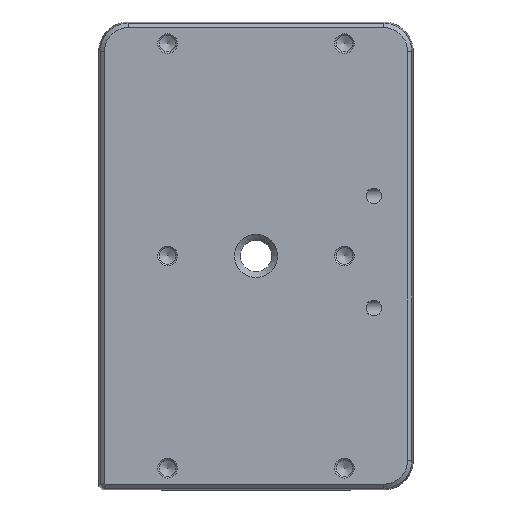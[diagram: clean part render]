
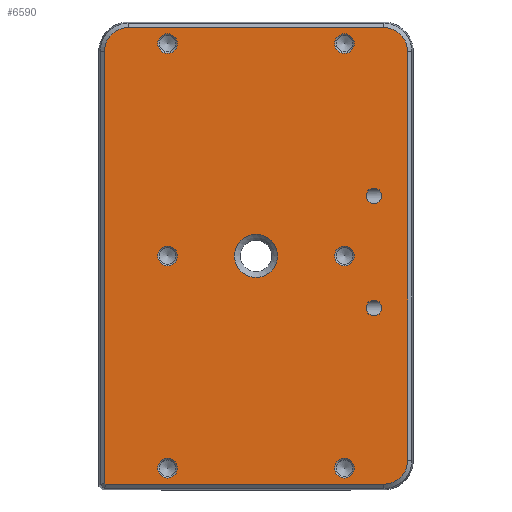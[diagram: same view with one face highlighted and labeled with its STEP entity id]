
A CAD part, top view. The second image highlights one B-rep face of the part: STEP entity #6590.
In plain terms, the highlighted planar face has unit normal (0, 0, 1).
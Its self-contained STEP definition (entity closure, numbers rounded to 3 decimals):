
#4527=PLANE('',#14137);
#5288=LINE('',#20914,#6098);
#5289=LINE('',#20918,#6099);
#5290=LINE('',#20922,#6100);
#5291=LINE('',#20924,#6101);
#5292=LINE('',#20926,#6102);
#6098=VECTOR('',#16522,1.);
#6099=VECTOR('',#16525,1.);
#6100=VECTOR('',#16528,1.);
#6101=VECTOR('',#16529,1.);
#6102=VECTOR('',#16530,1.);
#6590=ADVANCED_FACE('',(#7169,#7170,#7171,#7172,#7173,#7174,#7175,#7176,
#7177,#7178),#4527,.T.);
#7169=FACE_BOUND('',#7701,.T.);
#7170=FACE_BOUND('',#7702,.T.);
#7171=FACE_BOUND('',#7703,.T.);
#7172=FACE_BOUND('',#7704,.T.);
#7173=FACE_BOUND('',#7705,.T.);
#7174=FACE_BOUND('',#7706,.T.);
#7175=FACE_BOUND('',#7707,.T.);
#7176=FACE_BOUND('',#7708,.T.);
#7177=FACE_BOUND('',#7709,.T.);
#7178=FACE_BOUND('',#7710,.T.);
#7701=EDGE_LOOP('',(#10098));
#7702=EDGE_LOOP('',(#10099));
#7703=EDGE_LOOP('',(#10100));
#7704=EDGE_LOOP('',(#10101));
#7705=EDGE_LOOP('',(#10102));
#7706=EDGE_LOOP('',(#10103));
#7707=EDGE_LOOP('',(#10104));
#7708=EDGE_LOOP('',(#10105));
#7709=EDGE_LOOP('',(#10106));
#7710=EDGE_LOOP('',(#10107,#10108,#10109,#10110,#10111,#10112,#10113,#10114));
#10098=ORIENTED_EDGE('',*,*,#12891,.F.);
#10099=ORIENTED_EDGE('',*,*,#12892,.F.);
#10100=ORIENTED_EDGE('',*,*,#12893,.F.);
#10101=ORIENTED_EDGE('',*,*,#12894,.F.);
#10102=ORIENTED_EDGE('',*,*,#12895,.F.);
#10103=ORIENTED_EDGE('',*,*,#12896,.F.);
#10104=ORIENTED_EDGE('',*,*,#12897,.F.);
#10105=ORIENTED_EDGE('',*,*,#12898,.F.);
#10106=ORIENTED_EDGE('',*,*,#12899,.T.);
#10107=ORIENTED_EDGE('',*,*,#12900,.T.);
#10108=ORIENTED_EDGE('',*,*,#12901,.T.);
#10109=ORIENTED_EDGE('',*,*,#12902,.T.);
#10110=ORIENTED_EDGE('',*,*,#12903,.T.);
#10111=ORIENTED_EDGE('',*,*,#12904,.T.);
#10112=ORIENTED_EDGE('',*,*,#12905,.T.);
#10113=ORIENTED_EDGE('',*,*,#12906,.T.);
#10114=ORIENTED_EDGE('',*,*,#12907,.T.);
#11595=VERTEX_POINT('',#20894);
#11596=VERTEX_POINT('',#20896);
#11597=VERTEX_POINT('',#20898);
#11598=VERTEX_POINT('',#20900);
#11599=VERTEX_POINT('',#20902);
#11600=VERTEX_POINT('',#20904);
#11601=VERTEX_POINT('',#20906);
#11602=VERTEX_POINT('',#20908);
#11603=VERTEX_POINT('',#20910);
#11604=VERTEX_POINT('',#20912);
#11605=VERTEX_POINT('',#20913);
#11606=VERTEX_POINT('',#20915);
#11607=VERTEX_POINT('',#20917);
#11608=VERTEX_POINT('',#20919);
#11609=VERTEX_POINT('',#20921);
#11610=VERTEX_POINT('',#20923);
#11611=VERTEX_POINT('',#20925);
#12891=EDGE_CURVE('',#11595,#11595,#13342,.T.);
#12892=EDGE_CURVE('',#11596,#11596,#13343,.T.);
#12893=EDGE_CURVE('',#11597,#11597,#13344,.T.);
#12894=EDGE_CURVE('',#11598,#11598,#13345,.T.);
#12895=EDGE_CURVE('',#11599,#11599,#13346,.T.);
#12896=EDGE_CURVE('',#11600,#11600,#13347,.T.);
#12897=EDGE_CURVE('',#11601,#11601,#13348,.T.);
#12898=EDGE_CURVE('',#11602,#11602,#13349,.T.);
#12899=EDGE_CURVE('',#11603,#11603,#13350,.T.);
#12900=EDGE_CURVE('',#11604,#11605,#13351,.T.);
#12901=EDGE_CURVE('',#11605,#11606,#5288,.T.);
#12902=EDGE_CURVE('',#11606,#11607,#13352,.T.);
#12903=EDGE_CURVE('',#11607,#11608,#5289,.T.);
#12904=EDGE_CURVE('',#11608,#11609,#13353,.T.);
#12905=EDGE_CURVE('',#11609,#11610,#5290,.T.);
#12906=EDGE_CURVE('',#11610,#11611,#5291,.T.);
#12907=EDGE_CURVE('',#11611,#11604,#5292,.T.);
#13342=CIRCLE('',#14125,5.);
#13343=CIRCLE('',#14126,5.);
#13344=CIRCLE('',#14127,5.);
#13345=CIRCLE('',#14128,5.);
#13346=CIRCLE('',#14129,5.);
#13347=CIRCLE('',#14130,5.);
#13348=CIRCLE('',#14131,4.);
#13349=CIRCLE('',#14132,4.);
#13350=CIRCLE('',#14133,11.);
#13351=CIRCLE('',#14134,12.125);
#13352=CIRCLE('',#14135,12.125);
#13353=CIRCLE('',#14136,12.125);
#14125=AXIS2_PLACEMENT_3D('',#20893,#16502,#16503);
#14126=AXIS2_PLACEMENT_3D('',#20895,#16504,#16505);
#14127=AXIS2_PLACEMENT_3D('',#20897,#16506,#16507);
#14128=AXIS2_PLACEMENT_3D('',#20899,#16508,#16509);
#14129=AXIS2_PLACEMENT_3D('',#20901,#16510,#16511);
#14130=AXIS2_PLACEMENT_3D('',#20903,#16512,#16513);
#14131=AXIS2_PLACEMENT_3D('',#20905,#16514,#16515);
#14132=AXIS2_PLACEMENT_3D('',#20907,#16516,#16517);
#14133=AXIS2_PLACEMENT_3D('',#20909,#16518,#16519);
#14134=AXIS2_PLACEMENT_3D('',#20911,#16520,#16521);
#14135=AXIS2_PLACEMENT_3D('',#20916,#16523,#16524);
#14136=AXIS2_PLACEMENT_3D('',#20920,#16526,#16527);
#14137=AXIS2_PLACEMENT_3D('',#20927,#16531,#16532);
#16502=DIRECTION('',(0.,0.,1.));
#16503=DIRECTION('',(1.,0.,0.));
#16504=DIRECTION('',(0.,0.,1.));
#16505=DIRECTION('',(1.,0.,0.));
#16506=DIRECTION('',(0.,0.,1.));
#16507=DIRECTION('',(1.,0.,0.));
#16508=DIRECTION('',(0.,0.,1.));
#16509=DIRECTION('',(1.,0.,0.));
#16510=DIRECTION('',(0.,0.,1.));
#16511=DIRECTION('',(1.,0.,0.));
#16512=DIRECTION('',(0.,0.,1.));
#16513=DIRECTION('',(1.,0.,0.));
#16514=DIRECTION('',(0.,0.,1.));
#16515=DIRECTION('',(1.,0.,0.));
#16516=DIRECTION('',(0.,0.,1.));
#16517=DIRECTION('',(1.,0.,0.));
#16518=DIRECTION('',(0.,0.,-1.));
#16519=DIRECTION('',(1.,0.,0.));
#16520=DIRECTION('',(0.,0.,1.));
#16521=DIRECTION('',(1.,0.,0.));
#16522=DIRECTION('',(0.,1.,0.));
#16523=DIRECTION('',(0.,0.,1.));
#16524=DIRECTION('',(1.,0.,0.));
#16525=DIRECTION('',(-1.,0.,0.));
#16526=DIRECTION('',(0.,0.,1.));
#16527=DIRECTION('',(1.,0.,0.));
#16528=DIRECTION('',(0.,-1.,0.));
#16529=DIRECTION('',(0.707,-0.707,0.));
#16530=DIRECTION('',(1.,0.,0.));
#16531=DIRECTION('',(0.,0.,1.));
#16532=DIRECTION('',(-1.,0.,0.));
#20893=CARTESIAN_POINT('',(45.,0.,48.));
#20894=CARTESIAN_POINT('',(50.,0.,48.));
#20895=CARTESIAN_POINT('',(45.,108.,48.));
#20896=CARTESIAN_POINT('',(50.,108.,48.));
#20897=CARTESIAN_POINT('',(45.,-108.,48.));
#20898=CARTESIAN_POINT('',(50.,-108.,48.));
#20899=CARTESIAN_POINT('',(-45.,108.,48.));
#20900=CARTESIAN_POINT('',(-40.,108.,48.));
#20901=CARTESIAN_POINT('',(-45.,-108.,48.));
#20902=CARTESIAN_POINT('',(-40.,-108.,48.));
#20903=CARTESIAN_POINT('',(-45.,0.,48.));
#20904=CARTESIAN_POINT('',(-40.,0.,48.));
#20905=CARTESIAN_POINT('',(60.,-26.5,48.));
#20906=CARTESIAN_POINT('',(64.,-26.5,48.));
#20907=CARTESIAN_POINT('',(60.,30.5,48.));
#20908=CARTESIAN_POINT('',(64.,30.5,48.));
#20909=CARTESIAN_POINT('',(0.,0.,48.));
#20910=CARTESIAN_POINT('',(11.,0.,48.));
#20911=CARTESIAN_POINT('',(65.,-104.,48.));
#20912=CARTESIAN_POINT('',(65.,-116.125,48.));
#20913=CARTESIAN_POINT('',(77.125,-104.,48.));
#20914=CARTESIAN_POINT('',(77.125,99.,48.));
#20915=CARTESIAN_POINT('',(77.125,104.,48.));
#20916=CARTESIAN_POINT('',(65.,104.,48.));
#20917=CARTESIAN_POINT('',(65.,116.125,48.));
#20918=CARTESIAN_POINT('',(-65.,116.125,48.));
#20919=CARTESIAN_POINT('',(-65.,116.125,48.));
#20920=CARTESIAN_POINT('',(-65.,104.,48.));
#20921=CARTESIAN_POINT('',(-77.125,104.,48.));
#20922=CARTESIAN_POINT('',(-77.125,-111.118,48.));
#20923=CARTESIAN_POINT('',(-77.125,-115.289,48.));
#20924=CARTESIAN_POINT('',(-93.707,-98.707,48.));
#20925=CARTESIAN_POINT('',(-76.289,-116.125,48.));
#20926=CARTESIAN_POINT('',(65.,-116.125,48.));
#20927=CARTESIAN_POINT('',(0.,0.,48.));
